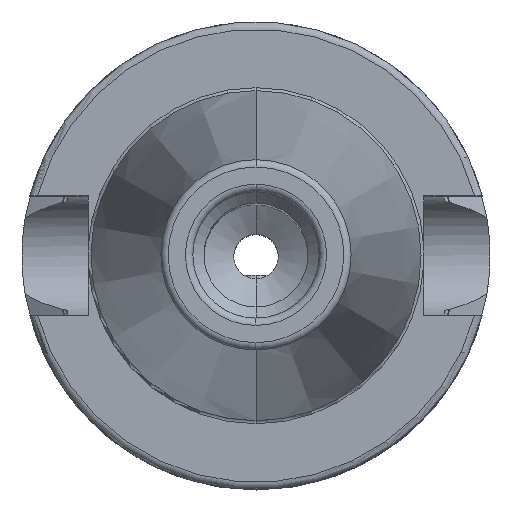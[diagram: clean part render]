
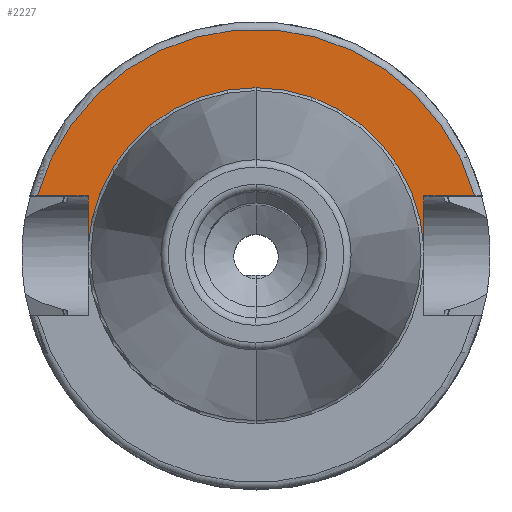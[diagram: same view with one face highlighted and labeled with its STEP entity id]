
A CAD part, top view. The second image highlights one B-rep face of the part: STEP entity #2227.
In plain terms, the highlighted planar face has unit normal (0, 0, 1).
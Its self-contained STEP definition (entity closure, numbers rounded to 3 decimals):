
#615=DIRECTION('',(0,1,0));
#616=VECTOR('',#615,6.987);
#617=CARTESIAN_POINT('',(-22.6,1.063,25));
#618=LINE('',#617,#616);
#619=DIRECTION('',(1,0,0));
#620=VECTOR('',#619,6.818);
#621=CARTESIAN_POINT('',(-29.418,8.05,25));
#622=LINE('',#621,#620);
#623=DIRECTION('',(-1,0,0));
#624=VECTOR('',#623,6.818);
#625=CARTESIAN_POINT('',(29.418,8.05,25));
#626=LINE('',#625,#624);
#627=DIRECTION('',(0,-1,0));
#628=VECTOR('',#627,6.987);
#629=CARTESIAN_POINT('',(22.6,8.05,25));
#630=LINE('',#629,#628);
#637=CARTESIAN_POINT('',(0,0,25));
#638=DIRECTION('',(0,0,1));
#639=DIRECTION('',(0,1,0));
#640=AXIS2_PLACEMENT_3D('',#637,#638,#639);
#668=CARTESIAN_POINT('',(0,0,25));
#669=DIRECTION('',(0,0,-1));
#670=DIRECTION('',(0,1,0));
#671=AXIS2_PLACEMENT_3D('',#668,#669,#670);
#720=CARTESIAN_POINT('',(0,0,25));
#721=DIRECTION('',(0,0,1));
#722=DIRECTION('',(0.965,0.264,0));
#723=AXIS2_PLACEMENT_3D('',#720,#721,#722);
#1391=CARTESIAN_POINT('',(-22.6,1.063,25));
#1392=CARTESIAN_POINT('',(-22.6,8.05,25));
#1393=VERTEX_POINT('',#1391);
#1394=VERTEX_POINT('',#1392);
#1395=CARTESIAN_POINT('',(-29.418,8.05,25));
#1396=VERTEX_POINT('',#1395);
#1397=CARTESIAN_POINT('',(22.6,8.05,25));
#1398=CARTESIAN_POINT('',(22.6,1.063,25));
#1399=VERTEX_POINT('',#1397);
#1400=VERTEX_POINT('',#1398);
#1407=CARTESIAN_POINT('',(29.418,8.05,25));
#1408=VERTEX_POINT('',#1407);
#1455=CARTESIAN_POINT('',(0,22.625,25));
#1457=VERTEX_POINT('',#1455);
#2208=CARTESIAN_POINT('',(0,0,25));
#2209=DIRECTION('',(0,0,-1));
#2210=DIRECTION('',(0,-1,0));
#2211=AXIS2_PLACEMENT_3D('',#2208,#2209,#2210);
#2212=PLANE('',#2211);
#2213=ORIENTED_EDGE('',*,*,#1965,.T.);
#2214=ORIENTED_EDGE('',*,*,#1994,.F.);
#2216=ORIENTED_EDGE('',*,*,#2215,.F.);
#2218=ORIENTED_EDGE('',*,*,#2217,.T.);
#2220=ORIENTED_EDGE('',*,*,#2219,.T.);
#2222=ORIENTED_EDGE('',*,*,#2221,.F.);
#2224=ORIENTED_EDGE('',*,*,#2223,.T.);
#2225=EDGE_LOOP('',(#2213,#2214,#2216,#2218,#2220,#2222,#2224));
#2226=FACE_OUTER_BOUND('',#2225,.F.);
#2227=ADVANCED_FACE('',(#2226),#2212,.F.);
#641=CIRCLE('',#640,22.625);
#672=CIRCLE('',#671,22.625);
#724=CIRCLE('',#723,30.5);
#1965=EDGE_CURVE('',#1393,#1394,#618,.T.);
#1994=EDGE_CURVE('',#1396,#1394,#622,.T.);
#2215=EDGE_CURVE('',#1408,#1396,#724,.T.);
#2217=EDGE_CURVE('',#1408,#1399,#626,.T.);
#2219=EDGE_CURVE('',#1399,#1400,#630,.T.);
#2221=EDGE_CURVE('',#1457,#1400,#672,.T.);
#2223=EDGE_CURVE('',#1457,#1393,#641,.T.);
